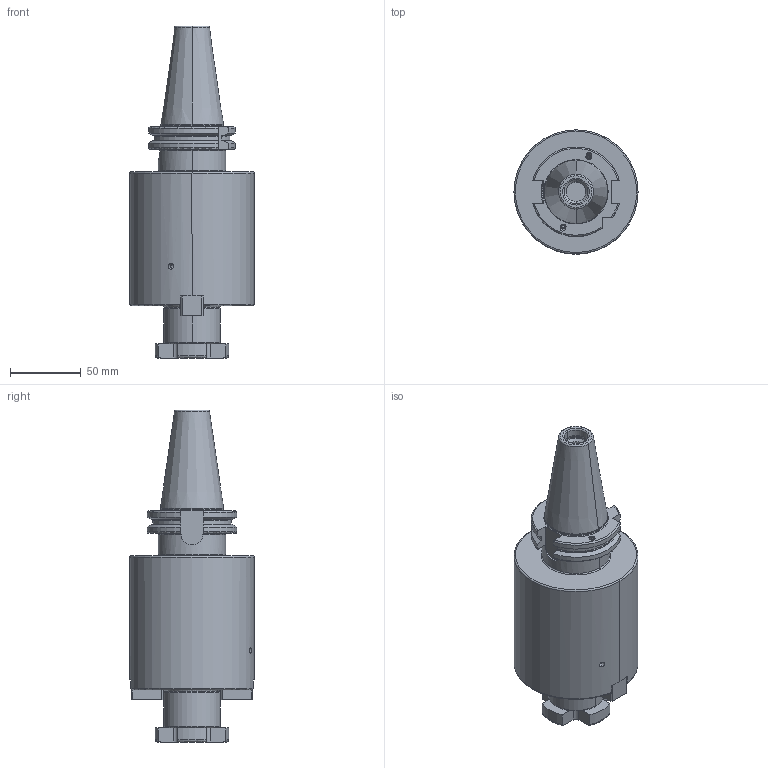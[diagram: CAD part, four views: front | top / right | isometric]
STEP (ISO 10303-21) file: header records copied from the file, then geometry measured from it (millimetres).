
FILE_DESCRIPTION((''),'2;1');
FILE_NAME('403_11_40_130','2021-03-29T',('103090'),(''),'CREO PARAMETRIC BY PTC INC, 2016260','CREO PARAMETRIC BY PTC INC, 2016260','');
FILE_SCHEMA(('CONFIG_CONTROL_DESIGN'));
Length unit declared in the file: millimetre
Products named in the file (1): 403_11_40_130
Bounding box: 88 x 88 x 235.4 mm (x, y, z)
Volume: 730261 mm3; surface area: 78995.5 mm2
Topology: 1 solids, 5 shells, 325 faces, 801 edges, 483 vertices
Faces by surface type: plane 118, cylinder 98, cone 62, torus 47
Entity records: 10233 total; most frequent: CARTESIAN_POINT 2516, DIRECTION 1669, ORIENTED_EDGE 1566, EDGE_CURVE 783, AXIS2_PLACEMENT_3D 644, VERTEX_POINT 483, VECTOR 381, LINE 381
